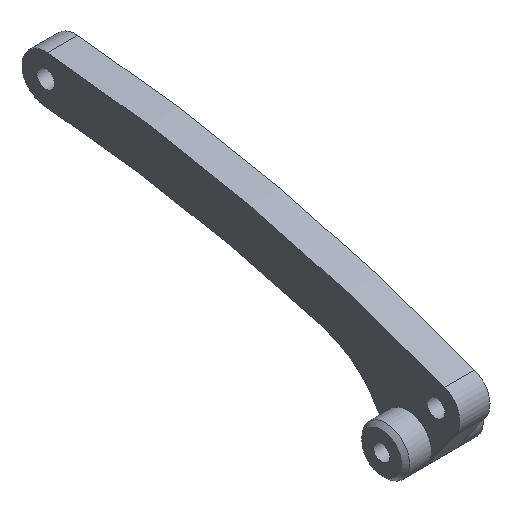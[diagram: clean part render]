
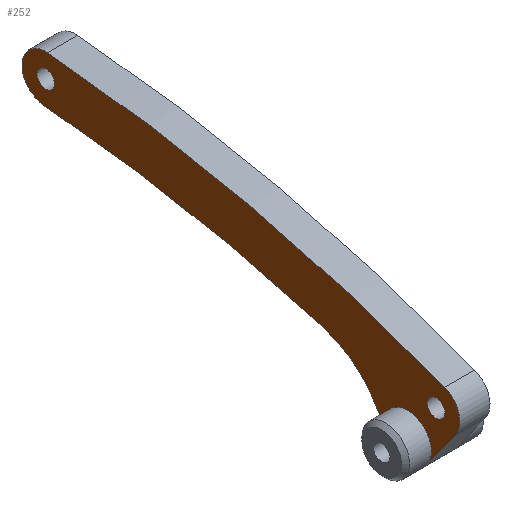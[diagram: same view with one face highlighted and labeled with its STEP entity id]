
A CAD part, isometric view. The second image highlights one B-rep face of the part: STEP entity #252.
In plain terms, the highlighted planar face has unit normal (-1, 0, 0).
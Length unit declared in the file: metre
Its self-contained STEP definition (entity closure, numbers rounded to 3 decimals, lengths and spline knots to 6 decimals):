
#16=PLANE('',#298);
#22=LINE('',#414,#31);
#31=VECTOR('',#329,1.);
#76=ORIENTED_EDGE('',*,*,#121,.T.);
#77=ORIENTED_EDGE('',*,*,#125,.T.);
#78=ORIENTED_EDGE('',*,*,#111,.T.);
#79=ORIENTED_EDGE('',*,*,#106,.F.);
#80=ORIENTED_EDGE('',*,*,#103,.T.);
#81=ORIENTED_EDGE('',*,*,#99,.F.);
#82=ORIENTED_EDGE('',*,*,#118,.T.);
#83=ORIENTED_EDGE('',*,*,#116,.T.);
#84=ORIENTED_EDGE('',*,*,#123,.T.);
#99=EDGE_CURVE('',#130,#131,#154,.T.);
#103=EDGE_CURVE('',#134,#131,#156,.T.);
#106=EDGE_CURVE('',#134,#136,#22,.T.);
#111=EDGE_CURVE('',#140,#136,#160,.T.);
#116=EDGE_CURVE('',#145,#144,#163,.T.);
#118=EDGE_CURVE('',#130,#145,#164,.T.);
#121=EDGE_CURVE('',#147,#147,#167,.T.);
#123=EDGE_CURVE('',#149,#149,#169,.T.);
#125=EDGE_CURVE('',#144,#140,#171,.T.);
#130=VERTEX_POINT('',#400);
#131=VERTEX_POINT('',#401);
#134=VERTEX_POINT('',#409);
#136=VERTEX_POINT('',#415);
#140=VERTEX_POINT('',#425);
#144=VERTEX_POINT('',#434);
#145=VERTEX_POINT('',#436);
#147=VERTEX_POINT('',#445);
#149=VERTEX_POINT('',#450);
#154=CIRCLE('',#273,0.177284);
#156=CIRCLE('',#276,0.003);
#160=CIRCLE('',#282,0.003);
#163=CIRCLE('',#286,0.171284);
#164=CIRCLE('',#288,0.003);
#167=CIRCLE('',#292,0.0011);
#169=CIRCLE('',#295,0.0011);
#171=CIRCLE('',#299,0.012);
#191=EDGE_LOOP('',(#76));
#192=EDGE_LOOP('',(#77,#78,#79,#80,#81,#82,#83));
#193=EDGE_LOOP('',(#84));
#220=FACE_BOUND('',#191,.T.);
#221=FACE_BOUND('',#192,.T.);
#222=FACE_BOUND('',#193,.T.);
#252=ADVANCED_FACE('',(#220,#221,#222),#16,.F.);
#273=AXIS2_PLACEMENT_3D('',#399,#314,#315);
#276=AXIS2_PLACEMENT_3D('',#408,#322,#323);
#282=AXIS2_PLACEMENT_3D('',#424,#338,#339);
#286=AXIS2_PLACEMENT_3D('',#435,#348,#349);
#288=AXIS2_PLACEMENT_3D('',#439,#353,#354);
#292=AXIS2_PLACEMENT_3D('',#444,#361,#362);
#295=AXIS2_PLACEMENT_3D('',#449,#367,#368);
#298=AXIS2_PLACEMENT_3D('',#453,#373,#374);
#299=AXIS2_PLACEMENT_3D('',#454,#375,#376);
#314=DIRECTION('',(1.,0.,0.));
#315=DIRECTION('',(0.,0.,-1.));
#322=DIRECTION('',(-1.,0.,0.));
#323=DIRECTION('',(0.,0.,-1.));
#329=DIRECTION('',(0.,0.58,-0.815));
#338=DIRECTION('',(1.,0.,0.));
#339=DIRECTION('',(0.,0.,-1.));
#348=DIRECTION('',(1.,0.,0.));
#349=DIRECTION('',(0.,0.,-1.));
#353=DIRECTION('',(-1.,0.,0.));
#354=DIRECTION('',(0.,0.,-1.));
#361=DIRECTION('',(1.,0.,0.));
#362=DIRECTION('',(0.,0.,-1.));
#367=DIRECTION('',(1.,0.,0.));
#368=DIRECTION('',(0.,0.,-1.));
#373=DIRECTION('',(1.,0.,0.));
#374=DIRECTION('',(0.,1.,0.));
#375=DIRECTION('',(1.,0.,0.));
#376=DIRECTION('',(0.,0.,-1.));
#399=CARTESIAN_POINT('',(-0.0019,0.063246,-0.168403));
#400=CARTESIAN_POINT('',(-0.0019,0.048975,0.008305));
#401=CARTESIAN_POINT('',(-0.0019,-0.001089,-0.003205));
#408=CARTESIAN_POINT('',(-0.0019,0.,-0.006));
#409=CARTESIAN_POINT('',(-0.0019,-0.002444,-0.00774));
#414=CARTESIAN_POINT('',(-0.0019,-0.000646,-0.010265));
#415=CARTESIAN_POINT('',(-0.0019,0.001152,-0.012791));
#424=CARTESIAN_POINT('',(-0.0019,0.003596,-0.011051));
#425=CARTESIAN_POINT('',(-0.0019,0.006446,-0.011986));
#434=CARTESIAN_POINT('',(-0.0019,0.014429,-0.004223));
#435=CARTESIAN_POINT('',(-0.0019,0.063246,-0.168403));
#436=CARTESIAN_POINT('',(-0.0019,0.049458,0.002325));
#439=CARTESIAN_POINT('',(-0.0019,0.049216,0.005315));
#444=CARTESIAN_POINT('',(-0.0019,0.049216,0.005315));
#445=CARTESIAN_POINT('',(-0.0019,0.049216,0.004215));
#449=CARTESIAN_POINT('',(-0.0019,0.,-0.006));
#450=CARTESIAN_POINT('',(-0.0019,0.,-0.0071));
#453=CARTESIAN_POINT('',(-0.0019,0.024608,-0.002868));
#454=CARTESIAN_POINT('',(-0.0019,0.017849,-0.015726));
